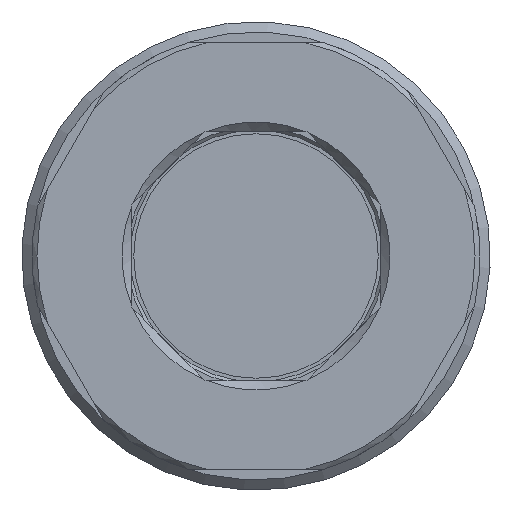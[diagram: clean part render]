
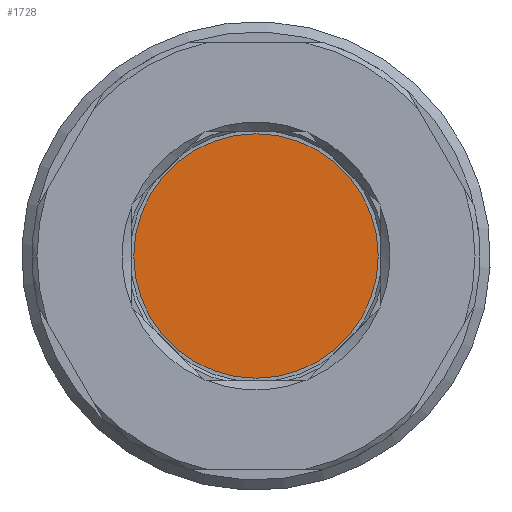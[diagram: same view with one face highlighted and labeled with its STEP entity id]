
A CAD part, left-side view. The second image highlights one B-rep face of the part: STEP entity #1728.
In plain terms, the highlighted planar face has unit normal (-1, 0, 0).
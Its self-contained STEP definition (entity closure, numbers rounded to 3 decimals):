
#220=PLANE('',#1851);
#256=FACE_OUTER_BOUND('',#356,.T.);
#356=EDGE_LOOP('',(#1193,#1194));
#643=CIRCLE('',#1849,6.);
#644=CIRCLE('',#1850,6.);
#758=VERTEX_POINT('',#2582);
#759=VERTEX_POINT('',#2584);
#932=EDGE_CURVE('',#759,#758,#643,.T.);
#933=EDGE_CURVE('',#758,#759,#644,.T.);
#1193=ORIENTED_EDGE('',*,*,#932,.T.);
#1194=ORIENTED_EDGE('',*,*,#933,.T.);
#1728=ADVANCED_FACE('',(#256),#220,.T.);
#1849=AXIS2_PLACEMENT_3D('',#2585,#2068,#2069);
#1850=AXIS2_PLACEMENT_3D('',#2586,#2070,#2071);
#1851=AXIS2_PLACEMENT_3D('',#2587,#2072,#2073);
#2068=DIRECTION('center_axis',(-1.,0.,0.));
#2069=DIRECTION('ref_axis',(0.,-1.,0.));
#2070=DIRECTION('center_axis',(-1.,0.,0.));
#2071=DIRECTION('ref_axis',(0.,-1.,0.));
#2072=DIRECTION('center_axis',(-1.,0.,0.));
#2073=DIRECTION('ref_axis',(0.,-1.,0.));
#2582=CARTESIAN_POINT('',(20.,6.,0.));
#2584=CARTESIAN_POINT('',(20.,-6.,0.));
#2585=CARTESIAN_POINT('Origin',(20.,0.,0.));
#2586=CARTESIAN_POINT('Origin',(20.,0.,0.));
#2587=CARTESIAN_POINT('Origin',(20.,0.,0.));
